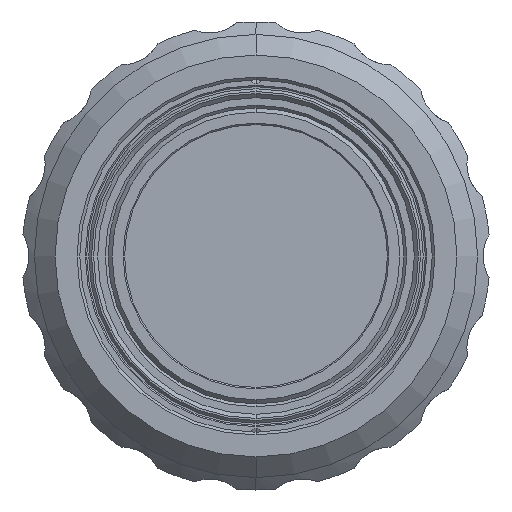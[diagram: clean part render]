
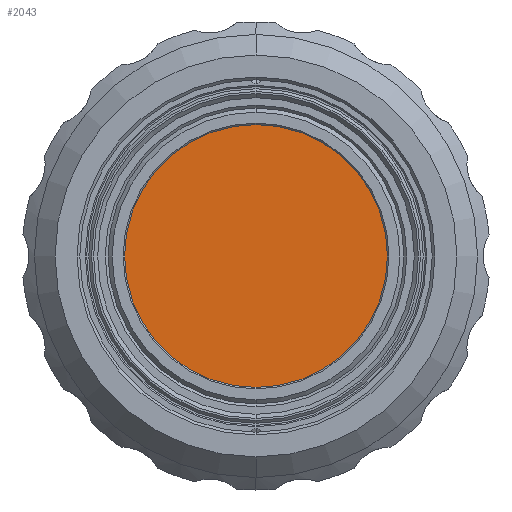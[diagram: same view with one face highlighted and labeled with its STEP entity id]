
A CAD part, front view. The second image highlights one B-rep face of the part: STEP entity #2043.
In plain terms, the highlighted planar face has unit normal (0, -1, 0).
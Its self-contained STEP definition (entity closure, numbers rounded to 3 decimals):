
#55 = DIRECTION ( 'NONE',  ( 0., 0., -1. ) ) ;
#160 = AXIS2_PLACEMENT_3D ( 'NONE', #4133, #2079, #55 ) ;
#381 = AXIS2_PLACEMENT_3D ( 'NONE', #4413, #3042, #1313 ) ;
#820 = EDGE_LOOP ( 'NONE', ( #3402, #2204 ) ) ;
#910 = DIRECTION ( 'NONE',  ( 0., 0., -1. ) ) ;
#1313 = DIRECTION ( 'NONE',  ( 0., 0., -1. ) ) ;
#1488 = VERTEX_POINT ( 'NONE', #4262 ) ;
#1590 = CIRCLE ( 'NONE', #160, 9.55 ) ;
#1877 = PLANE ( 'NONE',  #3115 ) ;
#1980 = VERTEX_POINT ( 'NONE', #2208 ) ;
#2043 = ADVANCED_FACE ( 'NONE', ( #2745 ), #1877, .T. ) ;
#2079 = DIRECTION ( 'NONE',  ( 0., -1., 0. ) ) ;
#2204 = ORIENTED_EDGE ( 'NONE', *, *, #3207, .T. ) ;
#2208 = CARTESIAN_POINT ( 'NONE',  ( 0., -79.6, 9.55 ) ) ;
#2307 = CARTESIAN_POINT ( 'NONE',  ( 0., -79.6, 0. ) ) ;
#2638 = DIRECTION ( 'NONE',  ( 0., -1., 0. ) ) ;
#2745 = FACE_OUTER_BOUND ( 'NONE', #820, .T. ) ;
#3042 = DIRECTION ( 'NONE',  ( 0., -1., 0. ) ) ;
#3115 = AXIS2_PLACEMENT_3D ( 'NONE', #2307, #2638, #910 ) ;
#3207 = EDGE_CURVE ( 'NONE', #1980, #1488, #1590, .T. ) ;
#3314 = EDGE_CURVE ( 'NONE', #1488, #1980, #3420, .T. ) ;
#3402 = ORIENTED_EDGE ( 'NONE', *, *, #3314, .T. ) ;
#3420 = CIRCLE ( 'NONE', #381, 9.55 ) ;
#4133 = CARTESIAN_POINT ( 'NONE',  ( 0., -79.6, 0. ) ) ;
#4262 = CARTESIAN_POINT ( 'NONE',  ( 0., -79.6, -9.55 ) ) ;
#4413 = CARTESIAN_POINT ( 'NONE',  ( 0., -79.6, 0. ) ) ;
